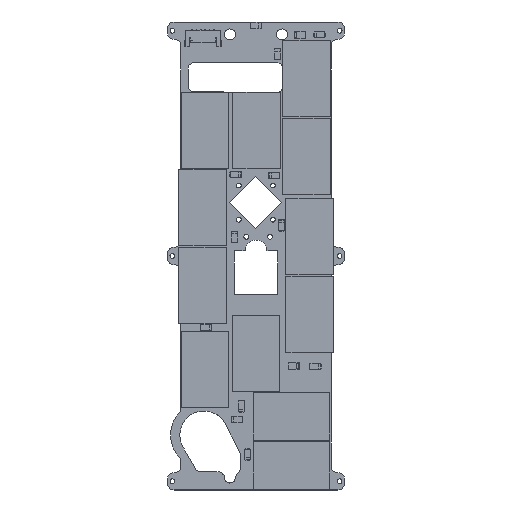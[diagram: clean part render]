
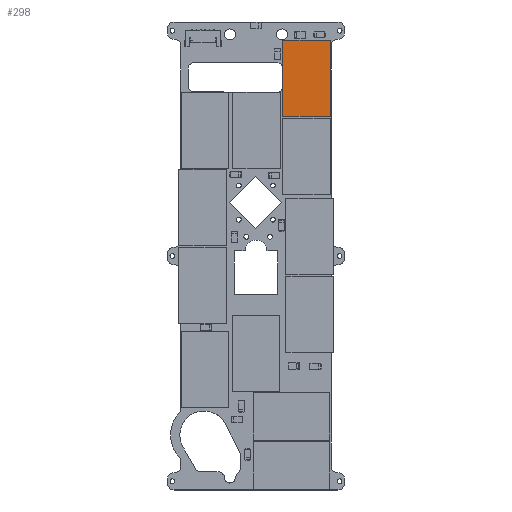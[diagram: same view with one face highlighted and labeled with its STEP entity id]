
A CAD part, top view. The second image highlights one B-rep face of the part: STEP entity #298.
In plain terms, the highlighted planar face has unit normal (0, 0, 1).
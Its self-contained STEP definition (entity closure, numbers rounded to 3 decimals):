
#189 = VERTEX_POINT('',#190);
#190 = CARTESIAN_POINT('',(0.,35.,1.5));
#196 = EDGE_CURVE('',#197,#189,#199,.T.);
#197 = VERTEX_POINT('',#198);
#198 = CARTESIAN_POINT('',(22.,35.,1.5));
#199 = LINE('',#200,#201);
#200 = CARTESIAN_POINT('',(22.,35.,1.5));
#201 = VECTOR('',#202,1.);
#202 = DIRECTION('',(-1.,0.,0.));
#227 = EDGE_CURVE('',#228,#197,#230,.T.);
#228 = VERTEX_POINT('',#229);
#229 = CARTESIAN_POINT('',(22.,0.,1.5));
#230 = LINE('',#231,#232);
#231 = CARTESIAN_POINT('',(22.,0.,1.5));
#232 = VECTOR('',#233,1.);
#233 = DIRECTION('',(0.,1.,0.));
#258 = EDGE_CURVE('',#259,#228,#261,.T.);
#259 = VERTEX_POINT('',#260);
#260 = CARTESIAN_POINT('',(0.,0.,1.5));
#261 = LINE('',#262,#263);
#262 = CARTESIAN_POINT('',(0.,0.,1.5));
#263 = VECTOR('',#264,1.);
#264 = DIRECTION('',(1.,0.,0.));
#287 = EDGE_CURVE('',#189,#259,#288,.T.);
#288 = LINE('',#289,#290);
#289 = CARTESIAN_POINT('',(0.,35.,1.5));
#290 = VECTOR('',#291,1.);
#291 = DIRECTION('',(0.,-1.,0.));
#298 = ADVANCED_FACE('',(#299),#305,.T.);
#299 = FACE_BOUND('',#300,.T.);
#300 = EDGE_LOOP('',(#301,#302,#303,#304));
#301 = ORIENTED_EDGE('',*,*,#287,.T.);
#302 = ORIENTED_EDGE('',*,*,#258,.T.);
#303 = ORIENTED_EDGE('',*,*,#227,.T.);
#304 = ORIENTED_EDGE('',*,*,#196,.T.);
#305 = PLANE('',#306);
#306 = AXIS2_PLACEMENT_3D('',#307,#308,#309);
#307 = CARTESIAN_POINT('',(11.,17.5,1.5));
#308 = DIRECTION('',(0.,0.,1.));
#309 = DIRECTION('',(1.,0.,-0.));
